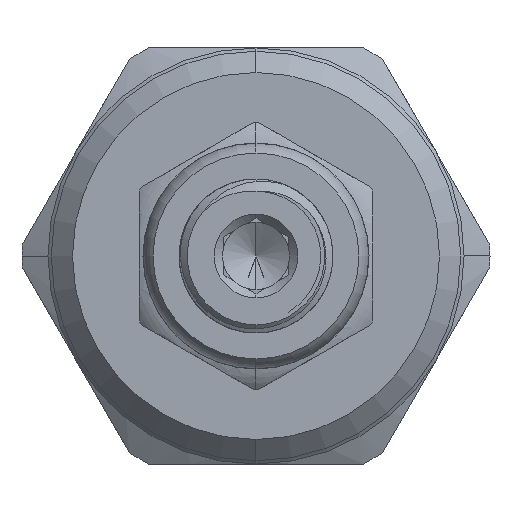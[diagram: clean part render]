
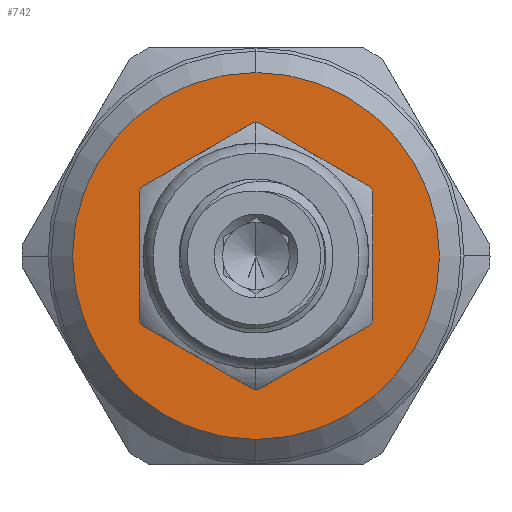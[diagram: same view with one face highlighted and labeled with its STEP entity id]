
A CAD part, left-side view. The second image highlights one B-rep face of the part: STEP entity #742.
In plain terms, the highlighted planar face has unit normal (-1, 0, 0).
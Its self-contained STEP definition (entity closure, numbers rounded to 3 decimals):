
#163 = DIRECTION ( 'NONE',  ( 1., 0., 0. ) ) ;
#382 = DIRECTION ( 'NONE',  ( -1., 0., 0. ) ) ;
#742 = ADVANCED_FACE ( 'NONE', ( #8271, #11201 ), #11143, .F. ) ;
#1039 = AXIS2_PLACEMENT_3D ( 'NONE', #9011, #1380, #9059 ) ;
#1380 = DIRECTION ( 'NONE',  ( 1., 0., 0. ) ) ;
#1748 = VERTEX_POINT ( 'NONE', #10594 ) ;
#1765 = VERTEX_POINT ( 'NONE', #7336 ) ;
#3187 = CIRCLE ( 'NONE', #7178, 11.2 ) ;
#3361 = VERTEX_POINT ( 'NONE', #5167 ) ;
#4514 = CIRCLE ( 'NONE', #9408, 11.2 ) ;
#4664 = EDGE_CURVE ( 'NONE', #10352, #3361, #9076, .T. ) ;
#4687 = DIRECTION ( 'NONE',  ( 0., 0., -1. ) ) ;
#4719 = DIRECTION ( 'NONE',  ( 0., 0., -1. ) ) ;
#4943 = EDGE_LOOP ( 'NONE', ( #8524, #13151 ) ) ;
#5167 = CARTESIAN_POINT ( 'NONE',  ( -36.523, 3.459, -6.875 ) ) ;
#5671 = DIRECTION ( 'NONE',  ( -1., 0., 0. ) ) ;
#6190 = DIRECTION ( 'NONE',  ( 0., 0., -1. ) ) ;
#6318 = CIRCLE ( 'NONE', #8367, 6.875 ) ;
#6490 = EDGE_CURVE ( 'NONE', #3361, #10352, #6318, .T. ) ;
#7178 = AXIS2_PLACEMENT_3D ( 'NONE', #10153, #382, #4687 ) ;
#7336 = CARTESIAN_POINT ( 'NONE',  ( -36.523, 3.459, 11.2 ) ) ;
#7602 = EDGE_CURVE ( 'NONE', #1765, #1748, #3187, .T. ) ;
#8271 = FACE_BOUND ( 'NONE', #4943, .T. ) ;
#8367 = AXIS2_PLACEMENT_3D ( 'NONE', #8871, #163, #12236 ) ;
#8524 = ORIENTED_EDGE ( 'NONE', *, *, #4664, .T. ) ;
#8578 = AXIS2_PLACEMENT_3D ( 'NONE', #9500, #11716, #6190 ) ;
#8871 = CARTESIAN_POINT ( 'NONE',  ( -36.523, 3.459, 0. ) ) ;
#9011 = CARTESIAN_POINT ( 'NONE',  ( -36.523, 3.459, 0. ) ) ;
#9059 = DIRECTION ( 'NONE',  ( 0., 0., -1. ) ) ;
#9076 = CIRCLE ( 'NONE', #8578, 6.875 ) ;
#9408 = AXIS2_PLACEMENT_3D ( 'NONE', #10235, #5671, #4719 ) ;
#9500 = CARTESIAN_POINT ( 'NONE',  ( -36.523, 3.459, 0. ) ) ;
#9693 = EDGE_LOOP ( 'NONE', ( #10527, #14100 ) ) ;
#10153 = CARTESIAN_POINT ( 'NONE',  ( -36.523, 3.459, 0. ) ) ;
#10235 = CARTESIAN_POINT ( 'NONE',  ( -36.523, 3.459, 0. ) ) ;
#10352 = VERTEX_POINT ( 'NONE', #11954 ) ;
#10527 = ORIENTED_EDGE ( 'NONE', *, *, #11778, .T. ) ;
#10594 = CARTESIAN_POINT ( 'NONE',  ( -36.523, 3.459, -11.2 ) ) ;
#11143 = PLANE ( 'NONE',  #1039 ) ;
#11201 = FACE_OUTER_BOUND ( 'NONE', #9693, .T. ) ;
#11716 = DIRECTION ( 'NONE',  ( 1., 0., 0. ) ) ;
#11778 = EDGE_CURVE ( 'NONE', #1748, #1765, #4514, .T. ) ;
#11954 = CARTESIAN_POINT ( 'NONE',  ( -36.523, 3.459, 6.875 ) ) ;
#12236 = DIRECTION ( 'NONE',  ( 0., 0., -1. ) ) ;
#13151 = ORIENTED_EDGE ( 'NONE', *, *, #6490, .T. ) ;
#14100 = ORIENTED_EDGE ( 'NONE', *, *, #7602, .T. ) ;
